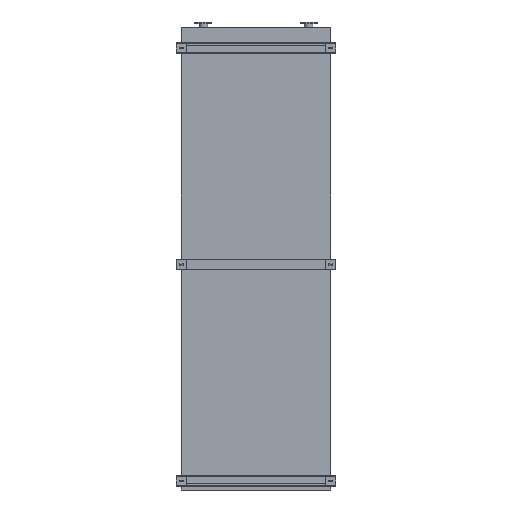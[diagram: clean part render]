
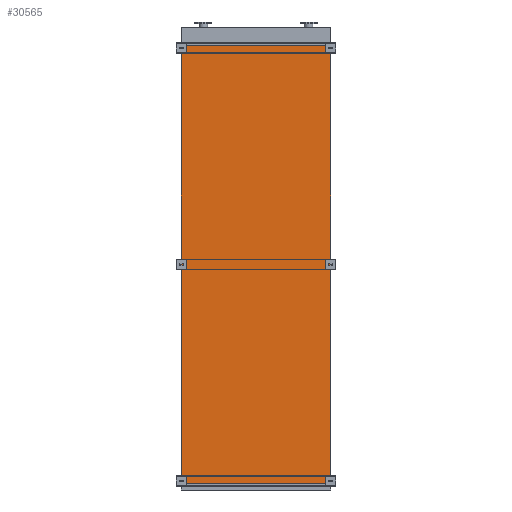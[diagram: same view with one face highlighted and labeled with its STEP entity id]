
A CAD part, front view. The second image highlights one B-rep face of the part: STEP entity #30565.
In plain terms, the highlighted planar face has unit normal (0, -1, 0).
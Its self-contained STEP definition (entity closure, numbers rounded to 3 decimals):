
#3233 = VECTOR ( 'NONE', #19341, 1000. ) ;
#3309 = EDGE_CURVE ( 'NONE', #10008, #22862, #27303, .T. ) ;
#3419 = EDGE_LOOP ( 'NONE', ( #15537, #28455, #22275, #14177 ) ) ;
#4832 = LINE ( 'NONE', #14234, #17779 ) ;
#5046 = DIRECTION ( 'NONE',  ( 1., 0., 0. ) ) ;
#5163 = CARTESIAN_POINT ( 'NONE',  ( 965., 0., -5650. ) ) ;
#6864 = DIRECTION ( 'NONE',  ( 1., 0., 0. ) ) ;
#7325 = PLANE ( 'NONE',  #26783 ) ;
#7877 = VECTOR ( 'NONE', #24627, 1000. ) ;
#9139 = EDGE_CURVE ( 'NONE', #9781, #22862, #4832, .T. ) ;
#9751 = LINE ( 'NONE', #21797, #3233 ) ;
#9781 = VERTEX_POINT ( 'NONE', #31186 ) ;
#10008 = VERTEX_POINT ( 'NONE', #12584 ) ;
#12336 = DIRECTION ( 'NONE',  ( 0., 0., -1. ) ) ;
#12584 = CARTESIAN_POINT ( 'NONE',  ( 965., 0., -5650. ) ) ;
#14045 = VERTEX_POINT ( 'NONE', #26942 ) ;
#14177 = ORIENTED_EDGE ( 'NONE', *, *, #3309, .T. ) ;
#14234 = CARTESIAN_POINT ( 'NONE',  ( -965., 0., 0. ) ) ;
#15537 = ORIENTED_EDGE ( 'NONE', *, *, #9139, .F. ) ;
#17779 = VECTOR ( 'NONE', #6864, 1000. ) ;
#19341 = DIRECTION ( 'NONE',  ( 0., 0., 1. ) ) ;
#19994 = EDGE_CURVE ( 'NONE', #14045, #9781, #9751, .T. ) ;
#20396 = VECTOR ( 'NONE', #5046, 1000. ) ;
#20775 = EDGE_CURVE ( 'NONE', #14045, #10008, #26102, .T. ) ;
#21797 = CARTESIAN_POINT ( 'NONE',  ( -965., 0., -5650. ) ) ;
#21963 = CARTESIAN_POINT ( 'NONE',  ( -965., 0., -5650. ) ) ;
#22275 = ORIENTED_EDGE ( 'NONE', *, *, #20775, .T. ) ;
#22862 = VERTEX_POINT ( 'NONE', #29602 ) ;
#24070 = FACE_OUTER_BOUND ( 'NONE', #3419, .T. ) ;
#24313 = CARTESIAN_POINT ( 'NONE',  ( -965., 0., -5650. ) ) ;
#24627 = DIRECTION ( 'NONE',  ( 0., 0., 1. ) ) ;
#26102 = LINE ( 'NONE', #21963, #20396 ) ;
#26783 = AXIS2_PLACEMENT_3D ( 'NONE', #24313, #26897, #12336 ) ;
#26897 = DIRECTION ( 'NONE',  ( 0., -1., 0. ) ) ;
#26942 = CARTESIAN_POINT ( 'NONE',  ( -965., 0., -5650. ) ) ;
#27303 = LINE ( 'NONE', #5163, #7877 ) ;
#28455 = ORIENTED_EDGE ( 'NONE', *, *, #19994, .F. ) ;
#29602 = CARTESIAN_POINT ( 'NONE',  ( 965., 0., 0. ) ) ;
#30565 = ADVANCED_FACE ( 'NONE', ( #24070 ), #7325, .T. ) ;
#31186 = CARTESIAN_POINT ( 'NONE',  ( -965., 0., 0. ) ) ;
